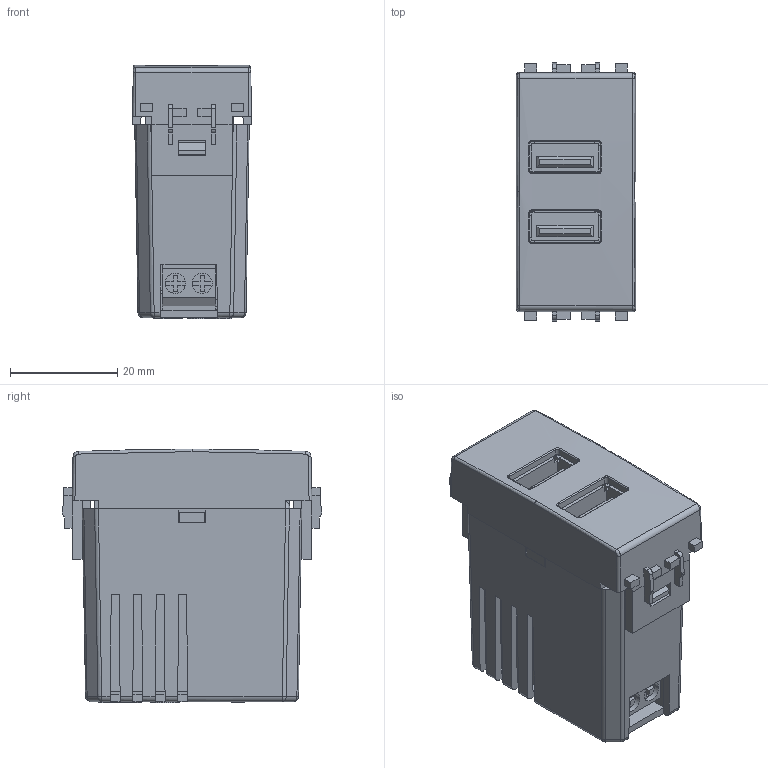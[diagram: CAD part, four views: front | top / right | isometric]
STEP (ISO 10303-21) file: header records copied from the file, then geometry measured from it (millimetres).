
FILE_DESCRIPTION (( 'STEP AP214' ), '1' );
FILE_NAME ('4BOX-USB-2A-2.4A-ARKE.STEP', '2024-08-23T00:23:10', ( '' ), ( '' ), 'SwSTEP 2.0', 'SolidWorks 2016', '' );
FILE_SCHEMA (( 'AUTOMOTIVE_DESIGN' ));
Length unit declared in the file: millimetre
Products named in the file (7): 4BOX+Double USB-ARKE奻裔-20171221; 4BOX-USB耀輸盓殤-20190822載陔; PCB-USB菁釱-旳啣; PCB-USB-黃蕾耀輸邧USB; 4BOX-USB-2A-2.4A-ARKE; 4BOX-USB耀輸菁釱-LIVING-20190820; 詢淏謗弇諉盄翐-1108
Assembly tree (6 placements, depth 2):
  4BOX-USB-2A-2.4A-ARKE
    PCB-USB-黃蕾耀輸邧USB
    PCB-USB菁釱-旳啣
    詢淏謗弇諉盄翐-1108
    4BOX-USB耀輸盓殤-20190822載陔
    4BOX-USB耀輸菁釱-LIVING-20190820
    4BOX+Double USB-ARKE奻裔-20171221
Bounding box: 22.3 x 48.4 x 47.45 mm (x, y, z)
Volume: 21200.8 mm3; surface area: 24816.7 mm2
Topology: 6 solids, 6 shells, 898 faces, 2489 edges, 1624 vertices
Faces by surface type: plane 674, cylinder 129, bspline 67, sphere 12, torus 8, cone 8
Entity records: 29576 total; most frequent: CARTESIAN_POINT 6738, ORIENTED_EDGE 4974, DIRECTION 4205, EDGE_CURVE 2487, VECTOR 2033, LINE 2033, VERTEX_POINT 1624, AXIS2_PLACEMENT_3D 1086
